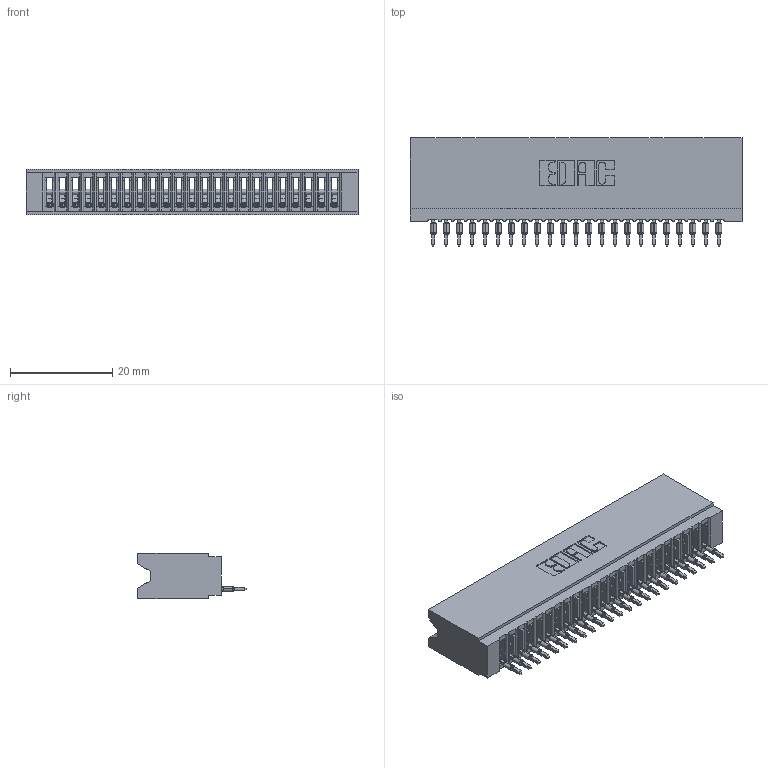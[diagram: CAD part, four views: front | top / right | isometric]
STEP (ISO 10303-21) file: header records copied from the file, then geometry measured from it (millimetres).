
FILE_DESCRIPTION (( 'STEP AP203' ), '1' );
FILE_NAME ('745-023-520-106.STEP', '2026-02-25T16:46:16', ( '' ), ( '' ), 'SwSTEP 2.0', 'SolidWorks 2023', '' );
FILE_SCHEMA (( 'CONFIG_CONTROL_DESIGN' ));
Length unit declared in the file: millimetre
Products named in the file (3): 745 Part_Insulator Option - 06; 745-292-001_520; 745-023-520-106
Assembly tree (24 placements, depth 2):
  745-023-520-106
    745 Part_Insulator Option - 06
    745-292-001_520  x23
Bounding box: 65.02 x 21.22 x 8.89 mm (x, y, z)
Volume: 5703.7 mm3; surface area: 10142.2 mm2
Topology: 24 solids, 24 shells, 2672 faces, 7344 edges, 4634 vertices
Faces by surface type: plane 1597, cylinder 477, bspline 460, torus 138
Entity records: 40599 total; most frequent: CARTESIAN_POINT 7655, ORIENTED_EDGE 7076, DIRECTION 6152, EDGE_CURVE 3538, LINE 3218, VECTOR 3218, VERTEX_POINT 2258, AXIS2_PLACEMENT_3D 1467
